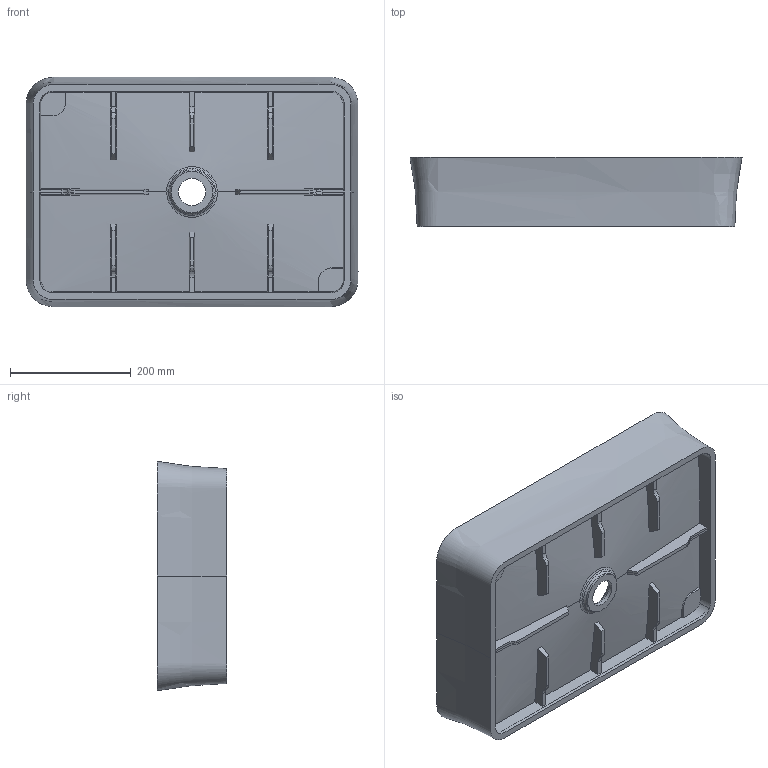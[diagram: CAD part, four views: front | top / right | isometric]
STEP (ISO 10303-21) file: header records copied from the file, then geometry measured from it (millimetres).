
FILE_DESCRIPTION(/* description */ (''),/* implementation_level */ '2;1');
FILE_NAME(/* name */ '1476 Sottile dikdörtgen WB.stp',/* time_stamp */ '2019-07-29T11:48:11+03:00',/* author */ (''),/* organization */ (''),/* preprocessor_version */ 'ST-DEVELOPER v16',/* originating_system */ 'SIEMENS PLM Software NX 11.0',/* authorisation */ '');
FILE_SCHEMA (('AUTOMOTIVE_DESIGN { 1 0 10303 214 3 1 1 1 }'));
Length unit declared in the file: millimetre
Products named in the file (1): DellA2A45385e0wa
Bounding box: 550.27 x 114.65 x 380.01 mm (x, y, z)
Volume: 3865247.1 mm3; surface area: 872389.5 mm2
Topology: 1 solids, 2 shells, 130 faces, 362 edges, 236 vertices
Faces by surface type: bspline 87, plane 34, cone 5, cylinder 2, torus 2
Full cylindrical faces by diameter (mm): 45 x1
Entity records: 28844 total; most frequent: CARTESIAN_POINT 26397, ORIENTED_EDGE 702, EDGE_CURVE 351, B_SPLINE_CURVE_WITH_KNOTS 303, VERTEX_POINT 231, DIRECTION 152, EDGE_LOOP 148, ADVANCED_FACE 130
